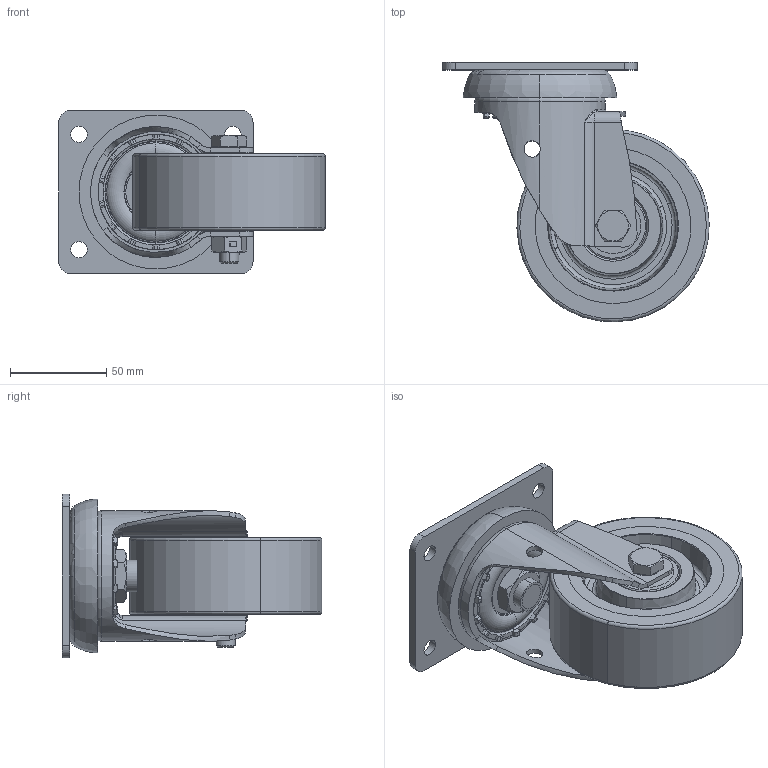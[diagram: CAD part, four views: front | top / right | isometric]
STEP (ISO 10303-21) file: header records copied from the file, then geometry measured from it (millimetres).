
FILE_DESCRIPTION (( 'STEP AP214' ), '1' );
FILE_NAME ('0047366_L-IHB-PUZG-100-K-3_(A-01).step', '2019-07-31T11:47:22', ( '' ), ( '' ), 'SwSTEP 2.0', 'SolidWorks 2018', '' );
FILE_SCHEMA (( 'AUTOMOTIVE_DESIGN' ));
Length unit declared in the file: millimetre
Products named in the file (1): 0047366_L-IHB-PUZG-100-K-3_(A-01)
Bounding box: 138.48 x 134.98 x 85 mm (x, y, z)
Surface area: 128311.7 mm2 (no closed solid volume)
Topology: 0 solids, 18 shells, 523 faces, 1198 edges, 724 vertices
Faces by surface type: cylinder 171, plane 167, torus 85, cone 78, bspline 22
Entity records: 22851 total; most frequent: CARTESIAN_POINT 5131, DIRECTION 2542, ORIENTED_EDGE 2396, EDGE_CURVE 1198, AXIS2_PLACEMENT_3D 1052, VERTEX_POINT 724, EDGE_LOOP 584, CIRCLE 550
